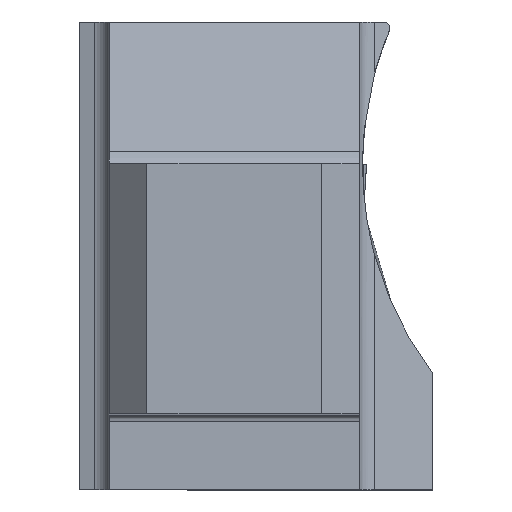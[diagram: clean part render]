
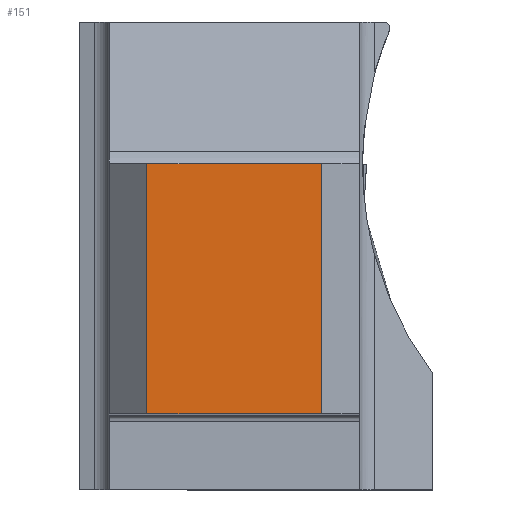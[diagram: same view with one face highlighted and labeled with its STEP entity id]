
A CAD part, top view. The second image highlights one B-rep face of the part: STEP entity #151.
In plain terms, the highlighted planar face has unit normal (0, 0, 1).
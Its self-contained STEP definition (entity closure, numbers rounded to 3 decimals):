
#151=ADVANCED_FACE('CU_BACK_SU1',(#269),#215,.F.);
#215=PLANE('',#1507);
#269=FACE_OUTER_BOUND('',#337,.T.);
#337=EDGE_LOOP('',(#546,#547,#548,#549));
#546=ORIENTED_EDGE('',*,*,#1024,.F.);
#547=ORIENTED_EDGE('',*,*,#1025,.T.);
#548=ORIENTED_EDGE('',*,*,#1026,.T.);
#549=ORIENTED_EDGE('',*,*,#1022,.F.);
#875=VERTEX_POINT('',#2144);
#876=VERTEX_POINT('',#2146);
#877=VERTEX_POINT('',#2150);
#878=VERTEX_POINT('',#2152);
#1022=EDGE_CURVE('',#875,#876,#1188,.T.);
#1024=EDGE_CURVE('',#877,#875,#1190,.T.);
#1025=EDGE_CURVE('',#877,#878,#1191,.T.);
#1026=EDGE_CURVE('',#878,#876,#1192,.T.);
#1188=LINE('',#2145,#1323);
#1190=LINE('',#2149,#1325);
#1191=LINE('',#2151,#1326);
#1192=LINE('',#2153,#1327);
#1323=VECTOR('',#1716,1.);
#1325=VECTOR('',#1720,1.);
#1326=VECTOR('',#1721,1.);
#1327=VECTOR('',#1722,1.);
#1507=AXIS2_PLACEMENT_3D('',#2154,#1723,#1724);
#1716=DIRECTION('',(1.,0.,0.));
#1720=DIRECTION('',(0.,1.,0.));
#1721=DIRECTION('',(1.,0.,0.));
#1722=DIRECTION('',(0.,1.,0.));
#1723=DIRECTION('',(0.,0.,-1.));
#1724=DIRECTION('',(-1.,0.,0.));
#2144=CARTESIAN_POINT('',(3.,19.925,0.));
#2145=CARTESIAN_POINT('',(-110.,19.925,0.));
#2146=CARTESIAN_POINT('',(16.925,19.925,0.));
#2149=CARTESIAN_POINT('',(3.,0.,0.));
#2150=CARTESIAN_POINT('',(3.,0.,0.));
#2151=CARTESIAN_POINT('',(-110.,0.,0.));
#2152=CARTESIAN_POINT('',(16.925,0.,0.));
#2153=CARTESIAN_POINT('',(16.925,0.,0.));
#2154=CARTESIAN_POINT('',(43.554,39.925,0.));
